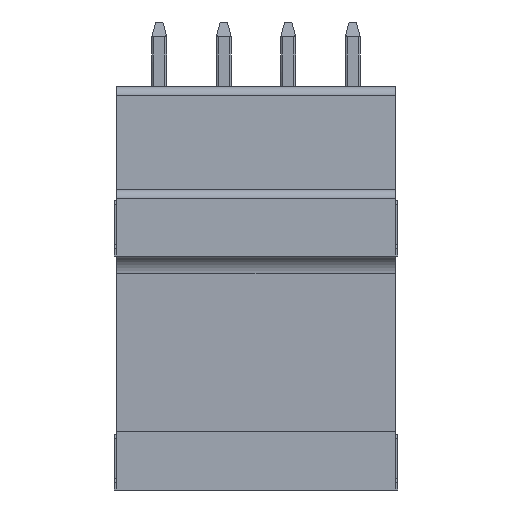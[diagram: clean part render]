
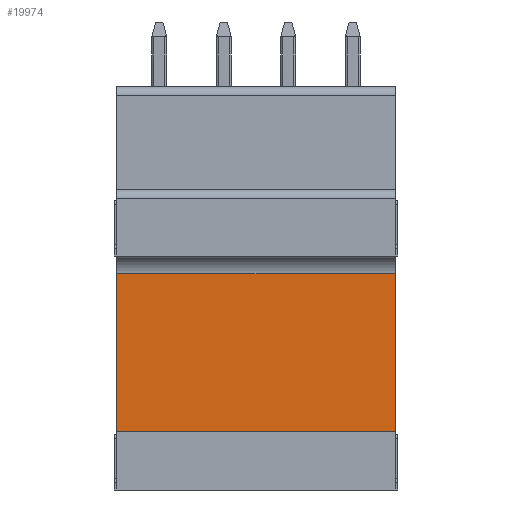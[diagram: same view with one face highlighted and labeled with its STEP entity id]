
A CAD part, front view. The second image highlights one B-rep face of the part: STEP entity #19974.
In plain terms, the highlighted planar face has unit normal (0, -1, -0.026).
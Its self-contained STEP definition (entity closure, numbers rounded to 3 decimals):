
#6778=DIRECTION('',(-1.,0.,0.));
#6779=VECTOR('',#6778,15.1);
#6780=CARTESIAN_POINT('',(-0.15,4.2,-9.5));
#6781=LINE('',#6780,#6779);
#6786=DIRECTION('',(0.,0.026,-1.));
#6787=VECTOR('',#6786,8.529);
#6788=CARTESIAN_POINT('',(-15.25,3.98,-0.974));
#6789=LINE('',#6788,#6787);
#6790=DIRECTION('',(-1.,0.,0.));
#6791=VECTOR('',#6790,15.1);
#6792=CARTESIAN_POINT('',(-0.15,3.98,-0.974));
#6793=LINE('',#6792,#6791);
#6794=DIRECTION('',(0.,0.026,-1.));
#6795=VECTOR('',#6794,8.529);
#6796=CARTESIAN_POINT('',(-0.15,3.98,-0.974));
#6797=LINE('',#6796,#6795);
#10734=CARTESIAN_POINT('',(-0.15,3.98,-0.974));
#10735=VERTEX_POINT('',#10734);
#10736=CARTESIAN_POINT('',(-0.15,4.2,-9.5));
#10737=VERTEX_POINT('',#10736);
#10854=CARTESIAN_POINT('',(-15.25,3.98,-0.974));
#10855=VERTEX_POINT('',#10854);
#10856=CARTESIAN_POINT('',(-15.25,4.2,-9.5));
#10857=VERTEX_POINT('',#10856);
#19961=CARTESIAN_POINT('',(0.,3.98,-0.974));
#19962=DIRECTION('',(0.,-1.,-0.026));
#19963=DIRECTION('',(0.,0.026,-1.));
#19964=AXIS2_PLACEMENT_3D('',#19961,#19962,#19963);
#19965=PLANE('',#19964);
#19966=ORIENTED_EDGE('',*,*,#15239,.F.);
#19968=ORIENTED_EDGE('',*,*,#19967,.F.);
#19970=ORIENTED_EDGE('',*,*,#19969,.T.);
#19971=ORIENTED_EDGE('',*,*,#19953,.T.);
#19972=EDGE_LOOP('',(#19966,#19968,#19970,#19971));
#19973=FACE_OUTER_BOUND('',#19972,.F.);
#19974=ADVANCED_FACE('',(#19973),#19965,.T.);
#15239=EDGE_CURVE('',#10855,#10857,#6789,.T.);
#19953=EDGE_CURVE('',#10737,#10857,#6781,.T.);
#19967=EDGE_CURVE('',#10735,#10855,#6793,.T.);
#19969=EDGE_CURVE('',#10735,#10737,#6797,.T.);
